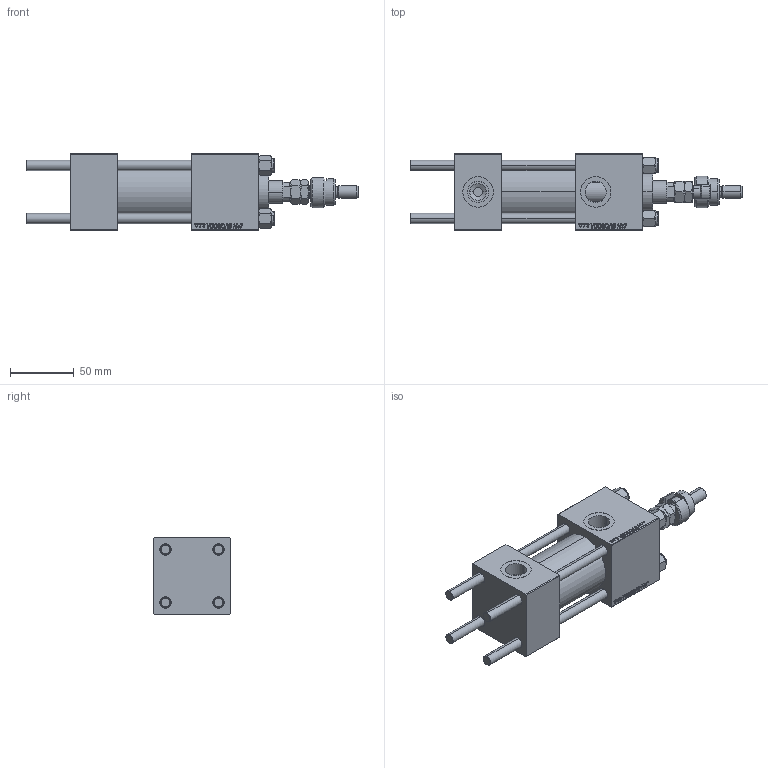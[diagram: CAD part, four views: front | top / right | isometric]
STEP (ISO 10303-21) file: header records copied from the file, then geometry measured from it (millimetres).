
FILE_DESCRIPTION (( 'STEP AP203' ), '1' );
FILE_NAME ('0412.STEP', '2023-08-23T12:05:37', ( '' ), ( '' ), 'SwSTEP 2.0', 'SolidWorks 2019', '' );
FILE_SCHEMA (( 'CONFIG_CONTROL_DESIGN' ));
Length unit declared in the file: millimetre
Products named in the file (9): 0412; V215_VC_A 395022705f150aac2ba2757a73ffa85f; DFA 395022705f150aac2ba2757a73ffa85f; MFA 395022705f150aac2ba2757a73ffa85f; V215CR_VCP 395022705f150aac2ba2757a73ffa85f; V215CR_BODY_A 395022705f150aac2ba2757a73ffa85f; FEMALE_PART_FOR_DFA 395022705f150aac2ba2757a73ffa85f; CR025_012_A_0_G_A_G_M_020_+#_##_TYCINKA 395022705f150aac2ba2757a73ffa85f; NUT_M5 395022705f150aac2ba2757a73ffa85f
Assembly tree (14 placements, depth 3):
  0412
    V215CR_BODY_A 395022705f150aac2ba2757a73ffa85f
    CR025_012_A_0_G_A_G_M_020_+#_##_TYCINKA 395022705f150aac2ba2757a73ffa85f  x4
    NUT_M5 395022705f150aac2ba2757a73ffa85f  x4
    V215CR_VCP 395022705f150aac2ba2757a73ffa85f
    V215_VC_A 395022705f150aac2ba2757a73ffa85f
    DFA 395022705f150aac2ba2757a73ffa85f
      FEMALE_PART_FOR_DFA 395022705f150aac2ba2757a73ffa85f
      MFA 395022705f150aac2ba2757a73ffa85f
Bounding box: 261 x 60 x 60 mm (x, y, z)
Volume: 425694 mm3; surface area: 119451.4 mm2
Topology: 13 solids, 13 shells, 1220 faces, 3038 edges, 1957 vertices
Faces by surface type: plane 549, bspline 392, cone 176, cylinder 91, torus 12
Entity records: 52699 total; most frequent: CARTESIAN_POINT 27730, ORIENTED_EDGE 5568, DIRECTION 3620, EDGE_CURVE 2784, VERTEX_POINT 1813, LINE 1642, VECTOR 1642, EDGE_LOOP 1231
